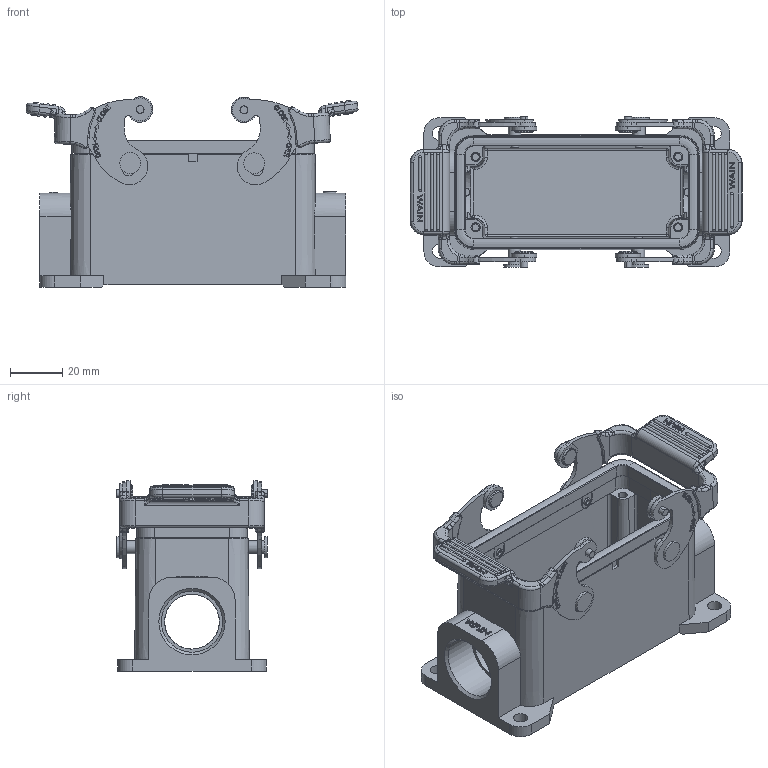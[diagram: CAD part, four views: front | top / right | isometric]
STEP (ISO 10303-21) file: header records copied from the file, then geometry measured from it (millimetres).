
FILE_DESCRIPTION(/* description */ (''),/* implementation_level */ '2;1');
FILE_NAME(/* name */ 'H16B-SF-2L.SC-PG16.stp',/* time_stamp */ '2023-09-04T11:22:27+08:00',/* author */ (''),/* organization */ (''),/* preprocessor_version */ 'ST-DEVELOPER v18.1',/* originating_system */ 'SIEMENS PLM Software NX 1980',/* authorisation */ '');
FILE_SCHEMA (('AUTOMOTIVE_DESIGN { 1 0 10303 214 3 1 1 1 }'));
Products named in the file (1): 138404D82F13fx8c
Bounding box: 127.01 x 57.9 x 72.94 mm (x, y, z)
Volume: 106558.6 mm3; surface area: 68518.6 mm2
Topology: 20 solids, 20 shells, 1687 faces, 4377 edges, 2798 vertices
Faces by surface type: plane 833, cylinder 522, torus 112, extrusion 78, bspline 62, cone 44, sphere 36
Full cylindrical faces by diameter (mm): 1.9 x4, 3 x8, 4.9 x4, 8 x4, 21 x2, 23.4 x2
Entity records: 65759 total; most frequent: CARTESIAN_POINT 20641, ORIENTED_EDGE 8542, DIRECTION 7693, EDGE_CURVE 4271, VERTEX_POINT 2790, AXIS2_PLACEMENT_3D 2672, VECTOR 2349, LINE 2271
